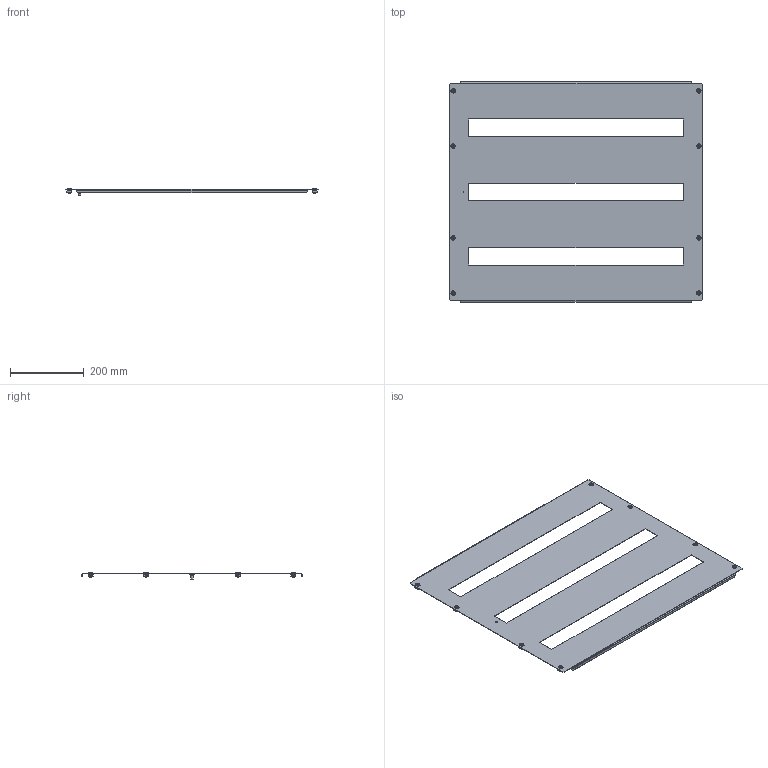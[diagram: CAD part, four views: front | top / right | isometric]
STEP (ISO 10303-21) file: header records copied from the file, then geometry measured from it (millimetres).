
FILE_DESCRIPTION (( 'STEP AP203' ), '1' );
FILE_NAME ('UR01601806002 Ôàëüø-ïàíåëü 32 ìîäóëÿ RS52 60.80 (000.140.027-05).STEP', '2022-04-18T11:31:55', ( '' ), ( '' ), 'SwSTEP 2.0', 'SolidWorks 2017', '' );
FILE_SCHEMA (( 'CONFIG_CONTROL_DESIGN' ));
Length unit declared in the file: millimetre
Products named in the file (8): 011-234 Ôàëüø-ïàíåëü 32 ìîäóëÿ ( .80)_600; Êëåòêà ãàéêè_M6-4€; UR01601806002 Ôàëüø-ïàíåëü 32 ìîäóëÿ RS52 60.80 (000.140.027-05); Øïèëüêà çàçåìëåíèÿ CKF CS_Œ6å16; Ãàéêà êëåòåâàÿ_M5-4B; 000.140.024 Ôàëüø-ïàíåëü íà 32 ìîäóëÿ RS52 00.80_600; Âèíò ISO 7380-2 TX_Œ5å12; Ãàéêà êâàäðàòíàÿ_Œ5
Assembly tree (21 placements, depth 3):
  UR01601806002 Ôàëüø-ïàíåëü 32 ìîäóëÿ RS52 60.80 (000.140.027-05)
    000.140.024 Ôàëüø-ïàíåëü íà 32 ìîäóëÿ RS52 00.80_600
      011-234 Ôàëüø-ïàíåëü 32 ìîäóëÿ ( .80)_600
      Øïèëüêà çàçåìëåíèÿ CKF CS_Œ6å16
    Ãàéêà êëåòåâàÿ_M5-4B  x8
      Êëåòêà ãàéêè_M6-4€
      Ãàéêà êâàäðàòíàÿ_Œ5
    Âèíò ISO 7380-2 TX_Œ5å12  x8
Bounding box: 690 x 599 x 20 mm (x, y, z)
Volume: 417321.6 mm3; surface area: 702576.1 mm2
Topology: 26 solids, 26 shells, 1225 faces, 3012 edges, 1848 vertices
Faces by surface type: plane 735, cylinder 356, bspline 80, torus 32, cone 22
Entity records: 9182 total; most frequent: CARTESIAN_POINT 2296, ORIENTED_EDGE 1182, DIRECTION 1143, EDGE_CURVE 591, AXIS2_PLACEMENT_3D 381, VECTOR 381, LINE 381, VERTEX_POINT 371
